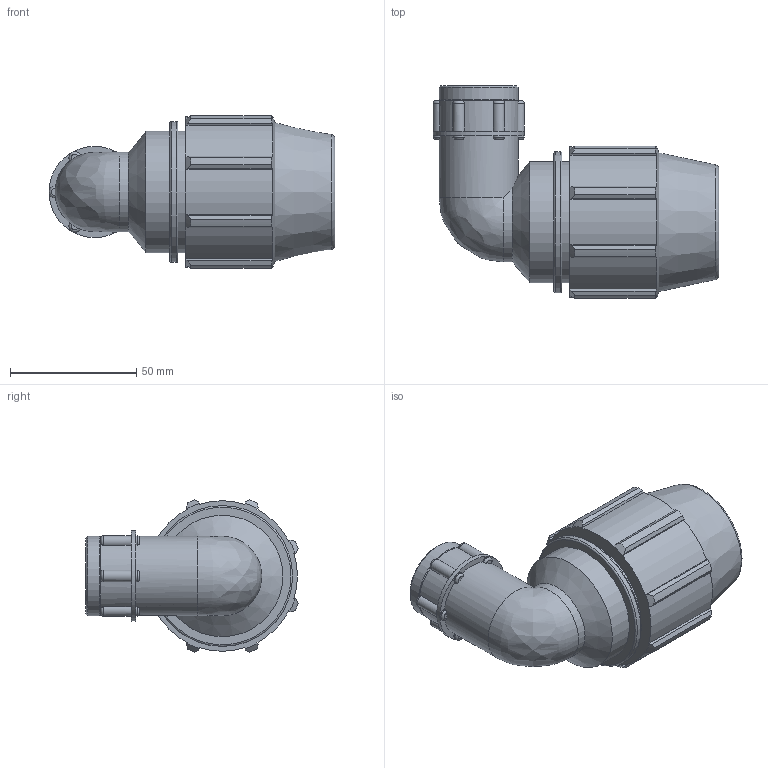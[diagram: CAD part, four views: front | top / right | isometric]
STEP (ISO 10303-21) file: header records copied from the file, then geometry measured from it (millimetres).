
FILE_DESCRIPTION(/* description */ ('PLASSON 90° ELBOW FEMALE ADAPTOR 32-3/4"'),/* implementation_level */ '2;1');
FILE_NAME(/* name */ '071500032007_181500032007_0715060320070A.ipt.stp',/* time_stamp */ '2017-06-06T17:16:09+03:00',/* author */ ('KIM'),/* organization */ (''),/* preprocessor_version */ 'ST-DEVELOPER v15.6',/* originating_system */ 'Autodesk Inventor 2015',/* authorisation */ '');
FILE_SCHEMA (('AUTOMOTIVE_DESIGN { 1 0 10303 214 3 1 1 }'));
Length unit declared in the file: millimetre
Products named in the file (1): 071500032007_181500032007_0715060320070A
Bounding box: 113.03 x 84.11 x 60.22 mm (x, y, z)
Volume: 153535.9 mm3; surface area: 38437.8 mm2
Topology: 1 solids, 1 shells, 139 faces, 369 edges, 236 vertices
Faces by surface type: plane 60, cylinder 46, cone 16, torus 15, bspline 2
Full cylindrical faces by diameter (mm): 16.882 x1, 21.705 x1, 24.117 x1, 31.352 x2, 32 x1, 36.055 x1, 48 x2, 55.68 x1
Entity records: 4589 total; most frequent: CARTESIAN_POINT 1111, DIRECTION 718, ORIENTED_EDGE 680, EDGE_CURVE 340, AXIS2_PLACEMENT_3D 298, VERTEX_POINT 231, EDGE_LOOP 169, CIRCLE 156
